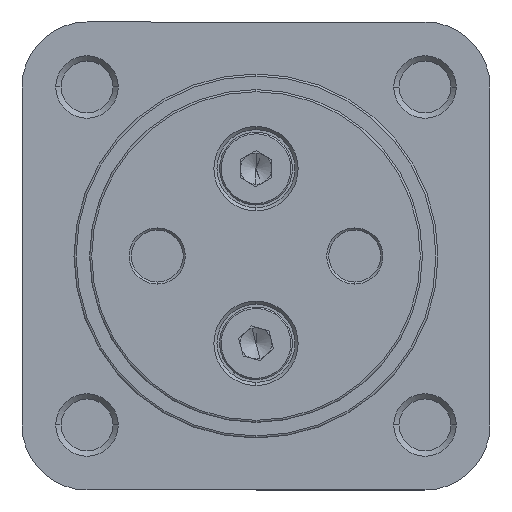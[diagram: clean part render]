
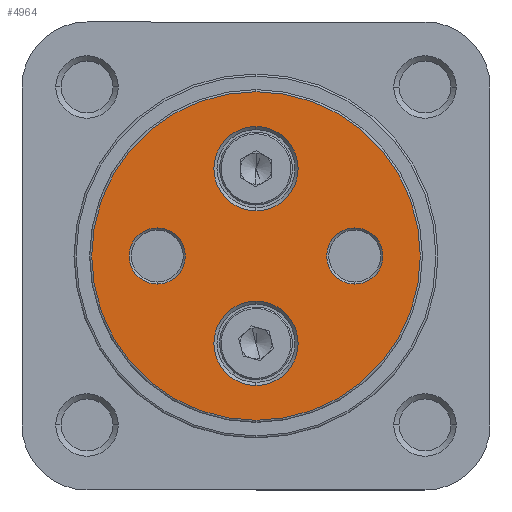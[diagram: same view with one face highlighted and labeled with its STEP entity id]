
A CAD part, left-side view. The second image highlights one B-rep face of the part: STEP entity #4964.
In plain terms, the highlighted planar face has unit normal (-1, 0, 0).
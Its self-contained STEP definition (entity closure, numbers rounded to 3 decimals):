
#348 = CIRCLE ( 'NONE', #4878, 15.8 ) ;
#387 = CIRCLE ( 'NONE', #4887, 4.05 ) ;
#541 = FACE_BOUND ( 'NONE', #2313, .T. ) ;
#545 = FACE_OUTER_BOUND ( 'NONE', #2314, .T. ) ;
#551 = FACE_BOUND ( 'NONE', #2701, .T. ) ;
#553 = FACE_BOUND ( 'NONE', #5108, .T. ) ;
#555 = FACE_BOUND ( 'NONE', #2302, .T. ) ;
#948 = CARTESIAN_POINT ( 'NONE',  ( 0., 0., 0. ) ) ;
#956 = DIRECTION ( 'NONE',  ( -1., 0., 0. ) ) ;
#957 = DIRECTION ( 'NONE',  ( 0., 0., -1. ) ) ;
#1010 = CARTESIAN_POINT ( 'NONE',  ( 0., 0., -8.4 ) ) ;
#1017 = DIRECTION ( 'NONE',  ( 1., 0., 0. ) ) ;
#1018 = DIRECTION ( 'NONE',  ( 0., 0., -1. ) ) ;
#1293 = CARTESIAN_POINT ( 'NONE',  ( 0., 0., 0. ) ) ;
#1302 = PLANE ( 'NONE',  #2158 ) ;
#1305 = DIRECTION ( 'NONE',  ( 1., 0., 0. ) ) ;
#1306 = DIRECTION ( 'NONE',  ( 0., 0., -1. ) ) ;
#1646 = CARTESIAN_POINT ( 'NONE',  ( 0., 0., 4.35 ) ) ;
#1647 = CARTESIAN_POINT ( 'NONE',  ( 0., 0., -12.45 ) ) ;
#1650 = CARTESIAN_POINT ( 'NONE',  ( 0., 0., 12.45 ) ) ;
#1651 = CARTESIAN_POINT ( 'NONE',  ( 0., 0., -4.35 ) ) ;
#1669 = CARTESIAN_POINT ( 'NONE',  ( 0., 9.5, -2.7 ) ) ;
#1670 = CARTESIAN_POINT ( 'NONE',  ( 0., 9.5, 2.7 ) ) ;
#1673 = CARTESIAN_POINT ( 'NONE',  ( 0., -9.5, -2.7 ) ) ;
#1674 = CARTESIAN_POINT ( 'NONE',  ( 0., -9.5, 2.7 ) ) ;
#1691 = CARTESIAN_POINT ( 'NONE',  ( 0., 0., -15.8 ) ) ;
#1692 = CARTESIAN_POINT ( 'NONE',  ( 0., 0., 15.8 ) ) ;
#2158 = AXIS2_PLACEMENT_3D ( 'NONE', #1293, #1305, #1306 ) ;
#2302 = EDGE_LOOP ( 'NONE', ( #3020, #3019 ) ) ;
#2313 = EDGE_LOOP ( 'NONE', ( #3018, #3017 ) ) ;
#2314 = EDGE_LOOP ( 'NONE', ( #3026, #3025 ) ) ;
#2701 = EDGE_LOOP ( 'NONE', ( #3024, #3023 ) ) ;
#3017 = ORIENTED_EDGE ( 'NONE', *, *, #4102, .T. ) ;
#3018 = ORIENTED_EDGE ( 'NONE', *, *, #4050, .T. ) ;
#3019 = ORIENTED_EDGE ( 'NONE', *, *, #4096, .T. ) ;
#3020 = ORIENTED_EDGE ( 'NONE', *, *, #4054, .T. ) ;
#3021 = ORIENTED_EDGE ( 'NONE', *, *, #4103, .T. ) ;
#3022 = ORIENTED_EDGE ( 'NONE', *, *, #3797, .T. ) ;
#3023 = ORIENTED_EDGE ( 'NONE', *, *, #4108, .T. ) ;
#3024 = ORIENTED_EDGE ( 'NONE', *, *, #4442, .T. ) ;
#3025 = ORIENTED_EDGE ( 'NONE', *, *, #4416, .T. ) ;
#3026 = ORIENTED_EDGE ( 'NONE', *, *, #4107, .T. ) ;
#3797 = EDGE_CURVE ( 'NONE', #7618, #7614, #5475, .T. ) ;
#4050 = EDGE_CURVE ( 'NONE', #7638, #7637, #5900, .T. ) ;
#4054 = EDGE_CURVE ( 'NONE', #7642, #7641, #5906, .T. ) ;
#4096 = EDGE_CURVE ( 'NONE', #7641, #7642, #5970, .T. ) ;
#4102 = EDGE_CURVE ( 'NONE', #7637, #7638, #5976, .T. ) ;
#4103 = EDGE_CURVE ( 'NONE', #7614, #7618, #5977, .T. ) ;
#4107 = EDGE_CURVE ( 'NONE', #7659, #7660, #5981, .T. ) ;
#4108 = EDGE_CURVE ( 'NONE', #7615, #7619, #5982, .T. ) ;
#4416 = EDGE_CURVE ( 'NONE', #7660, #7659, #348, .T. ) ;
#4442 = EDGE_CURVE ( 'NONE', #7619, #7615, #387, .T. ) ;
#4598 = AXIS2_PLACEMENT_3D ( 'NONE', #7417, #7347, #7405 ) ;
#4676 = AXIS2_PLACEMENT_3D ( 'NONE', #6545, #6546, #6547 ) ;
#4677 = AXIS2_PLACEMENT_3D ( 'NONE', #6555, #6556, #6557 ) ;
#4689 = AXIS2_PLACEMENT_3D ( 'NONE', #6655, #6657, #6658 ) ;
#4700 = AXIS2_PLACEMENT_3D ( 'NONE', #6668, #6675, #6676 ) ;
#4701 = AXIS2_PLACEMENT_3D ( 'NONE', #6671, #6677, #6678 ) ;
#4703 = AXIS2_PLACEMENT_3D ( 'NONE', #6691, #6692, #6693 ) ;
#4705 = AXIS2_PLACEMENT_3D ( 'NONE', #6683, #6689, #6690 ) ;
#4878 = AXIS2_PLACEMENT_3D ( 'NONE', #948, #956, #957 ) ;
#4887 = AXIS2_PLACEMENT_3D ( 'NONE', #1010, #1017, #1018 ) ;
#4964 = ADVANCED_FACE ( 'NONE', ( #545, #551, #553, #555, #541 ), #1302, .F. ) ;
#5108 = EDGE_LOOP ( 'NONE', ( #3022, #3021 ) ) ;
#5475 = CIRCLE ( 'NONE', #4598, 4.05 ) ;
#5900 = CIRCLE ( 'NONE', #4676, 2.7 ) ;
#5906 = CIRCLE ( 'NONE', #4677, 2.7 ) ;
#5970 = CIRCLE ( 'NONE', #4689, 2.7 ) ;
#5976 = CIRCLE ( 'NONE', #4700, 2.7 ) ;
#5977 = CIRCLE ( 'NONE', #4701, 4.05 ) ;
#5981 = CIRCLE ( 'NONE', #4705, 15.8 ) ;
#5982 = CIRCLE ( 'NONE', #4703, 4.05 ) ;
#6545 = CARTESIAN_POINT ( 'NONE',  ( 0., 9.5, 0. ) ) ;
#6546 = DIRECTION ( 'NONE',  ( 1., 0., 0. ) ) ;
#6547 = DIRECTION ( 'NONE',  ( 0., 0., -1. ) ) ;
#6555 = CARTESIAN_POINT ( 'NONE',  ( 0., -9.5, 0. ) ) ;
#6556 = DIRECTION ( 'NONE',  ( 1., 0., 0. ) ) ;
#6557 = DIRECTION ( 'NONE',  ( 0., 0., -1. ) ) ;
#6655 = CARTESIAN_POINT ( 'NONE',  ( 0., -9.5, 0. ) ) ;
#6657 = DIRECTION ( 'NONE',  ( 1., 0., 0. ) ) ;
#6658 = DIRECTION ( 'NONE',  ( 0., 0., -1. ) ) ;
#6668 = CARTESIAN_POINT ( 'NONE',  ( 0., 9.5, 0. ) ) ;
#6671 = CARTESIAN_POINT ( 'NONE',  ( 0., 0., 8.4 ) ) ;
#6675 = DIRECTION ( 'NONE',  ( 1., 0., 0. ) ) ;
#6676 = DIRECTION ( 'NONE',  ( 0., 0., -1. ) ) ;
#6677 = DIRECTION ( 'NONE',  ( 1., 0., 0. ) ) ;
#6678 = DIRECTION ( 'NONE',  ( 0., 0., -1. ) ) ;
#6683 = CARTESIAN_POINT ( 'NONE',  ( 0., 0., 0. ) ) ;
#6689 = DIRECTION ( 'NONE',  ( -1., 0., 0. ) ) ;
#6690 = DIRECTION ( 'NONE',  ( 0., 0., -1. ) ) ;
#6691 = CARTESIAN_POINT ( 'NONE',  ( 0., 0., -8.4 ) ) ;
#6692 = DIRECTION ( 'NONE',  ( 1., 0., 0. ) ) ;
#6693 = DIRECTION ( 'NONE',  ( 0., 0., -1. ) ) ;
#7347 = DIRECTION ( 'NONE',  ( 1., 0., 0. ) ) ;
#7405 = DIRECTION ( 'NONE',  ( 0., 0., -1. ) ) ;
#7417 = CARTESIAN_POINT ( 'NONE',  ( 0., 0., 8.4 ) ) ;
#7614 = VERTEX_POINT ( 'NONE', #1646 ) ;
#7615 = VERTEX_POINT ( 'NONE', #1647 ) ;
#7618 = VERTEX_POINT ( 'NONE', #1650 ) ;
#7619 = VERTEX_POINT ( 'NONE', #1651 ) ;
#7637 = VERTEX_POINT ( 'NONE', #1669 ) ;
#7638 = VERTEX_POINT ( 'NONE', #1670 ) ;
#7641 = VERTEX_POINT ( 'NONE', #1673 ) ;
#7642 = VERTEX_POINT ( 'NONE', #1674 ) ;
#7659 = VERTEX_POINT ( 'NONE', #1691 ) ;
#7660 = VERTEX_POINT ( 'NONE', #1692 ) ;
